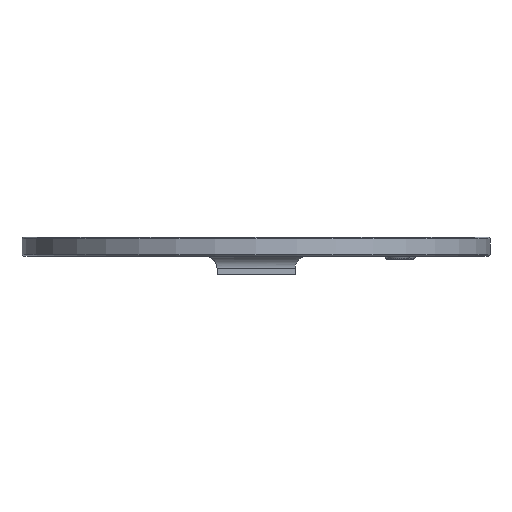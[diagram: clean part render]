
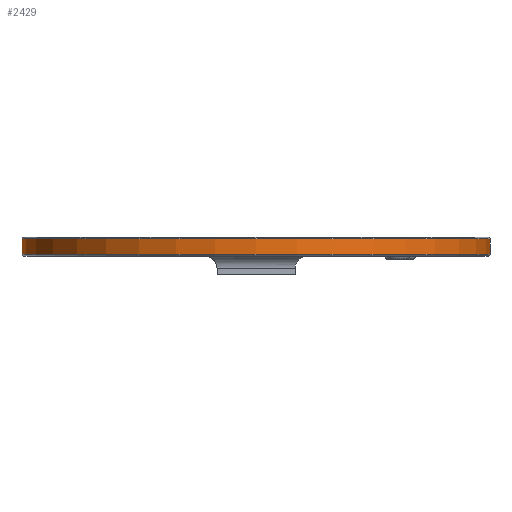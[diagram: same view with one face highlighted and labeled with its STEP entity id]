
A CAD part, front view. The second image highlights one B-rep face of the part: STEP entity #2429.
In plain terms, the highlighted cylindrical face has radius 75 mm (diameter 150 mm), a full revolution.
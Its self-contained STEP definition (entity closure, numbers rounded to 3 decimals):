
#154=LINE('',#4446,#263);
#263=VECTOR('',#3573,75.);
#326=CYLINDRICAL_SURFACE('',#2820,75.);
#439=FACE_OUTER_BOUND('',#622,.T.);
#622=EDGE_LOOP('',(#1941,#1942,#1943,#1944));
#874=CIRCLE('',#2818,75.);
#876=CIRCLE('',#2821,75.);
#1138=VERTEX_POINT('',#4440);
#1139=VERTEX_POINT('',#4444);
#1422=EDGE_CURVE('',#1138,#1138,#874,.T.);
#1424=EDGE_CURVE('',#1139,#1139,#876,.T.);
#1425=EDGE_CURVE('',#1139,#1138,#154,.T.);
#1941=ORIENTED_EDGE('',*,*,#1424,.F.);
#1942=ORIENTED_EDGE('',*,*,#1425,.T.);
#1943=ORIENTED_EDGE('',*,*,#1422,.F.);
#1944=ORIENTED_EDGE('',*,*,#1425,.F.);
#2429=ADVANCED_FACE('',(#439),#326,.T.);
#2818=AXIS2_PLACEMENT_3D('',#4441,#3565,#3566);
#2820=AXIS2_PLACEMENT_3D('',#4443,#3569,#3570);
#2821=AXIS2_PLACEMENT_3D('',#4445,#3571,#3572);
#3565=DIRECTION('center_axis',(0.,0.,-1.));
#3566=DIRECTION('ref_axis',(1.,0.,0.));
#3569=DIRECTION('center_axis',(0.,0.,1.));
#3570=DIRECTION('ref_axis',(1.,0.,0.));
#3571=DIRECTION('center_axis',(0.,0.,1.));
#3572=DIRECTION('ref_axis',(1.,0.,0.));
#3573=DIRECTION('',(0.,0.,-1.));
#4440=CARTESIAN_POINT('',(-10.,50.,0.5));
#4441=CARTESIAN_POINT('Origin',(65.,50.,0.5));
#4443=CARTESIAN_POINT('Origin',(65.,50.,0.));
#4444=CARTESIAN_POINT('',(-10.,50.,5.5));
#4445=CARTESIAN_POINT('Origin',(65.,50.,5.5));
#4446=CARTESIAN_POINT('',(-10.,50.,0.));
